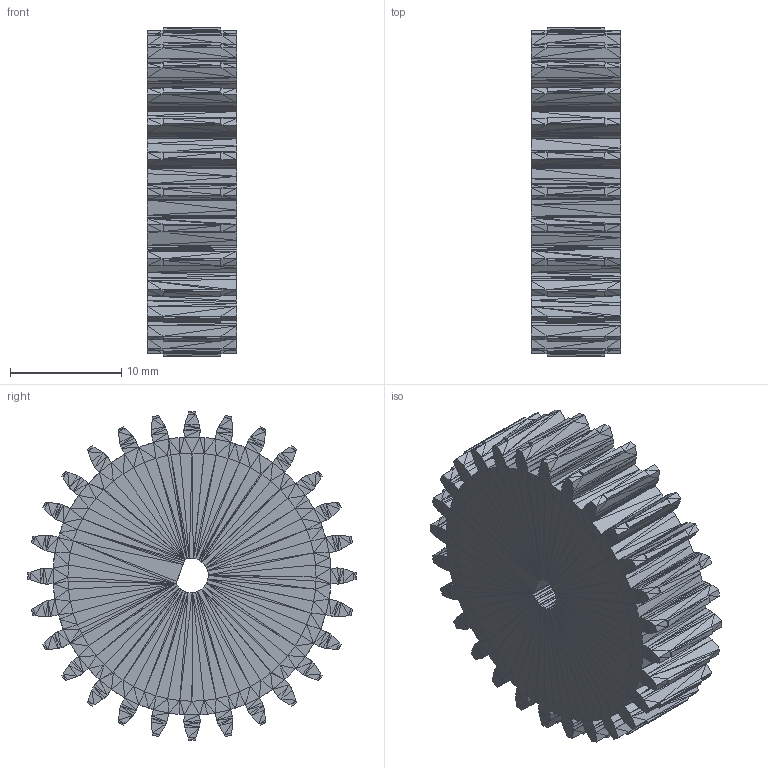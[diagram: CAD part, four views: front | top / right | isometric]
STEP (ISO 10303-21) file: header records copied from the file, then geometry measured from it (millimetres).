
FILE_DESCRIPTION((''),'2;1');
FILE_NAME('gear-daxlev2', '2025-02-24T13:10:19', (''), (''), 'ImageToStl.com STEP Converter','', '');
FILE_SCHEMA(('AUTOMOTIVE_DESIGN_CC2'));
Length unit declared in the file: metre
Products named in the file (1): product0
Bounding box: 8 x 29.5 x 29.5 mm (x, y, z)
Surface area: 2650.6 mm2 (no closed solid volume)
Topology: 0 solids, 2064 shells, 2064 faces, 6192 edges, 1032 vertices
Faces by surface type: plane 2064
Entity records: 47500 total; most frequent: DIRECTION 10322, ORIENTED_EDGE 6192, EDGE_CURVE 6192, LINE 6192, VECTOR 6192, AXIS2_PLACEMENT_3D 2065, FACE_SURFACE 2064, PLANE 2064
